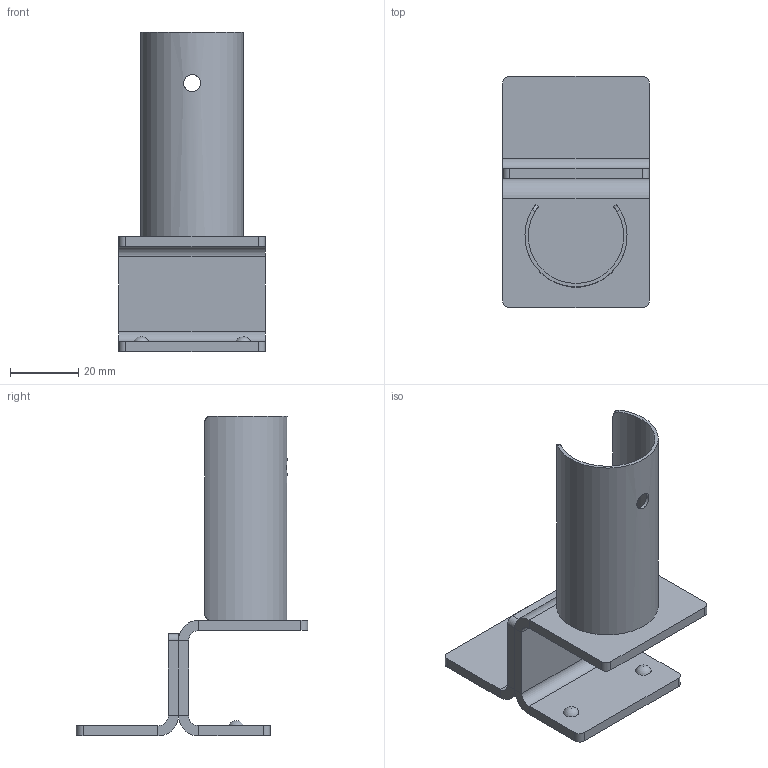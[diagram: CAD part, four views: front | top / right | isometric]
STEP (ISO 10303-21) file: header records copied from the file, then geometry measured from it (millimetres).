
FILE_DESCRIPTION((''),'2;1');
FILE_NAME('86207.stp','2020-07-07T15:00:37',('trakoczy'),(''),'Autodesk Inventor 2013','Autodesk Inventor 2013','');
FILE_SCHEMA(('AUTOMOTIVE_DESIGN { 1 0 10303 214 1 1 1 1 }'));
Length unit declared in the file: millimetre
Products named in the file (4): 86207; 86207 I; 86207 II; 86207 III
Assembly tree (3 placements, depth 2):
  86207
    86207 I
    86207 II
    86207 III
Bounding box: 43 x 68 x 94 mm (x, y, z)
Volume: 22423.6 mm3; surface area: 21796.5 mm2
Topology: 3 solids, 3 shells, 61 faces, 137 edges, 84 vertices
Faces by surface type: plane 36, cylinder 21, sphere 2, bspline 2
Full cylindrical faces by diameter (mm): 5 x1
Entity records: 1926 total; most frequent: CARTESIAN_POINT 502, DIRECTION 288, ORIENTED_EDGE 256, EDGE_CURVE 128, AXIS2_PLACEMENT_3D 104, VERTEX_POINT 80, VECTOR 80, LINE 80
